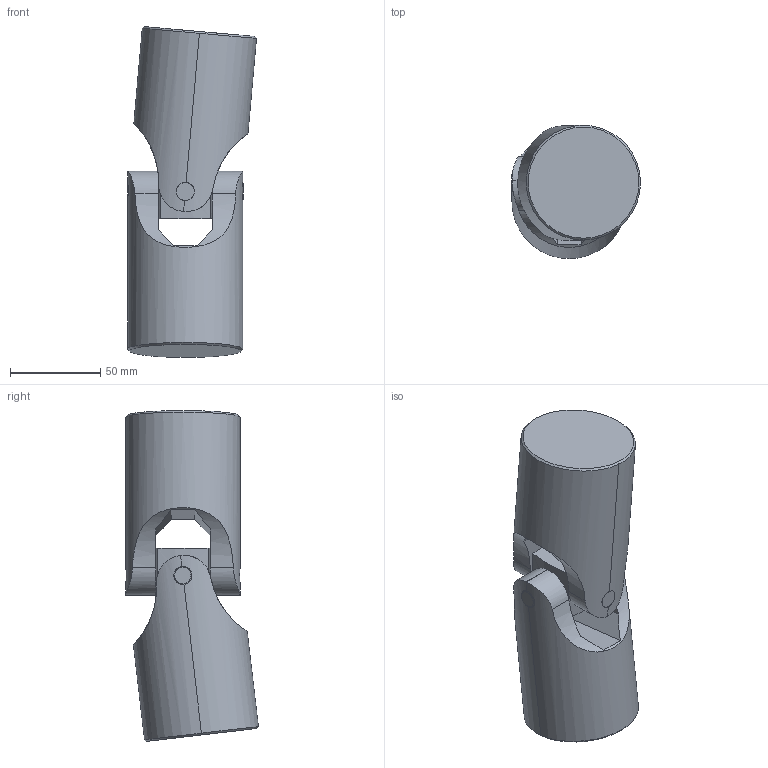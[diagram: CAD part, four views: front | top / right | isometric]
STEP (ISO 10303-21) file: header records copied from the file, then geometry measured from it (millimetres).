
FILE_DESCRIPTION((''),'2;1');
FILE_NAME('D-13_ASM','2013-05-02T',('ppetruska'),(''),'PRO/ENGINEER BY PARAMETRIC TECHNOLOGY CORPORATION, 2012480','PRO/ENGINEER BY PARAMETRIC TECHNOLOGY CORPORATION, 2012480','');
FILE_SCHEMA(('CONFIG_CONTROL_DESIGN'));
Length unit declared in the file: millimetre
Products named in the file (6): D-13-YOKE; D-13-BLOCK; D-13-MAIN_PIN_; D-13-HALF_PIN; D-13-RIVET_PIN; D-13_ASM
Assembly tree (7 placements, depth 2):
  D-13_ASM
    D-13-YOKE  x2
    D-13-BLOCK
    D-13-MAIN_PIN_
    D-13-HALF_PIN  x2
    D-13-RIVET_PIN
Bounding box: 71.41 x 73.54 x 183.15 mm (x, y, z)
Volume: 473505.7 mm3; surface area: 63139.1 mm2
Topology: 7 solids, 7 shells, 99 faces, 248 edges, 154 vertices
Faces by surface type: cylinder 57, plane 30, cone 12
Entity records: 9553 total; most frequent: CARTESIAN_POINT 7752, DIRECTION 364, ORIENTED_EDGE 344, EDGE_CURVE 172, AXIS2_PLACEMENT_3D 148, VERTEX_POINT 106, EDGE_LOOP 76, FACE_OUTER_BOUND 69
